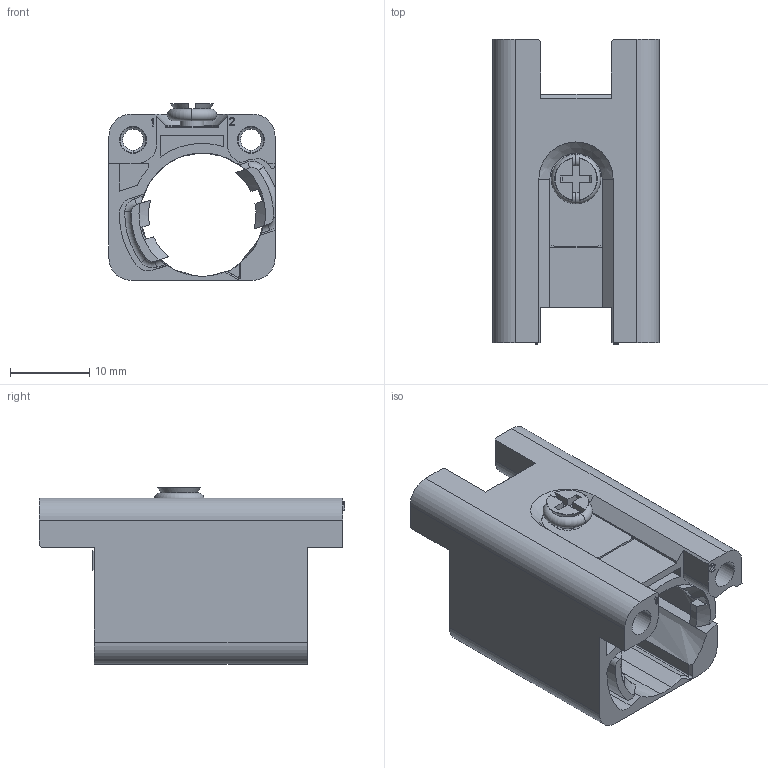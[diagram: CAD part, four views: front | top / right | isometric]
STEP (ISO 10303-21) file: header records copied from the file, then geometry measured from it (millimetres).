
FILE_DESCRIPTION((''),'2;1');
FILE_NAME('H3A-001-MMM','2017-09-13T',('tl.yang'),(''),'PRO/ENGINEER BY PARAMETRIC TECHNOLOGY CORPORATION, 2011500','PRO/ENGINEER BY PARAMETRIC TECHNOLOGY CORPORATION, 2011500','');
FILE_SCHEMA(('CONFIG_CONTROL_DESIGN'));
Length unit declared in the file: millimetre
Products named in the file (1): H3A-001-MMM
Bounding box: 21 x 38.65 x 22.3 mm (x, y, z)
Volume: 5282.1 mm3; surface area: 6928.5 mm2
Topology: 1 solids, 1 shells, 301 faces, 842 edges, 546 vertices
Faces by surface type: plane 169, cylinder 68, cone 30, extrusion 18, torus 16
Entity records: 10115 total; most frequent: CARTESIAN_POINT 2303, ORIENTED_EDGE 1684, DIRECTION 1545, EDGE_CURVE 842, VERTEX_POINT 546, VECTOR 541, LINE 523, AXIS2_PLACEMENT_3D 502
